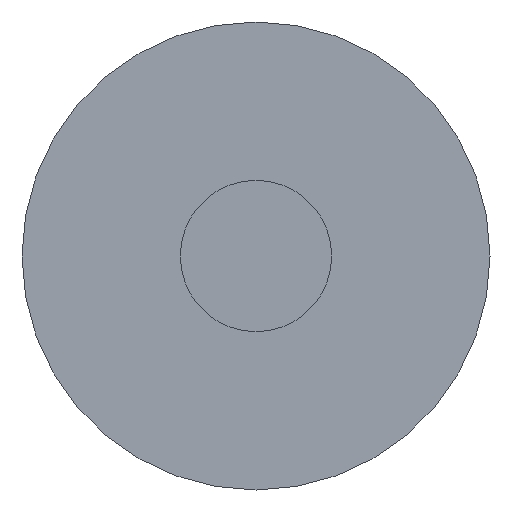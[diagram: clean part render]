
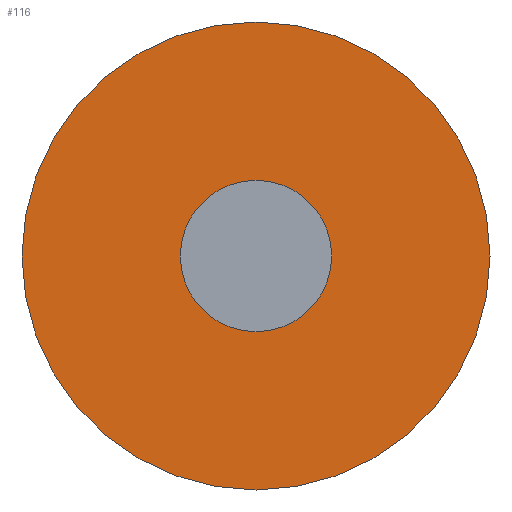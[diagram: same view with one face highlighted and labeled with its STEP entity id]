
A CAD part, front view. The second image highlights one B-rep face of the part: STEP entity #116.
In plain terms, the highlighted planar face has unit normal (0, -1, 0).
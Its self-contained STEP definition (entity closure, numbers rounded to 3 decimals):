
#1 = DIRECTION ( 'NONE',  ( 0., -1., 0. ) ) ;
#10 = CARTESIAN_POINT ( 'NONE',  ( 5.5, 12., 0. ) ) ;
#13 = CIRCLE ( 'NONE', #133, 5.5 ) ;
#14 = CIRCLE ( 'NONE', #86, 17. ) ;
#20 = VERTEX_POINT ( 'NONE', #61 ) ;
#30 = EDGE_LOOP ( 'NONE', ( #143 ) ) ;
#31 = PLANE ( 'NONE',  #140 ) ;
#35 = EDGE_LOOP ( 'NONE', ( #119 ) ) ;
#38 = CARTESIAN_POINT ( 'NONE',  ( 0., 12., 0. ) ) ;
#39 = FACE_OUTER_BOUND ( 'NONE', #30, .T. ) ;
#61 = CARTESIAN_POINT ( 'NONE',  ( 0., 12., -17. ) ) ;
#64 = DIRECTION ( 'NONE',  ( 0., -1., 0. ) ) ;
#79 = DIRECTION ( 'NONE',  ( 0., 0., -1. ) ) ;
#86 = AXIS2_PLACEMENT_3D ( 'NONE', #38, #90, #137 ) ;
#90 = DIRECTION ( 'NONE',  ( 0., -1., 0. ) ) ;
#91 = DIRECTION ( 'NONE',  ( 0., 0., -1. ) ) ;
#93 = CARTESIAN_POINT ( 'NONE',  ( 0., 12., 0. ) ) ;
#103 = EDGE_CURVE ( 'NONE', #20, #20, #14, .T. ) ;
#106 = FACE_BOUND ( 'NONE', #35, .T. ) ;
#110 = VERTEX_POINT ( 'NONE', #129 ) ;
#116 = ADVANCED_FACE ( 'NONE', ( #39, #106 ), #31, .T. ) ;
#119 = ORIENTED_EDGE ( 'NONE', *, *, #128, .F. ) ;
#128 = EDGE_CURVE ( 'NONE', #110, #110, #13, .T. ) ;
#129 = CARTESIAN_POINT ( 'NONE',  ( 0., 12., -5.5 ) ) ;
#133 = AXIS2_PLACEMENT_3D ( 'NONE', #93, #1, #79 ) ;
#137 = DIRECTION ( 'NONE',  ( 0., 0., -1. ) ) ;
#140 = AXIS2_PLACEMENT_3D ( 'NONE', #10, #64, #91 ) ;
#143 = ORIENTED_EDGE ( 'NONE', *, *, #103, .T. ) ;
